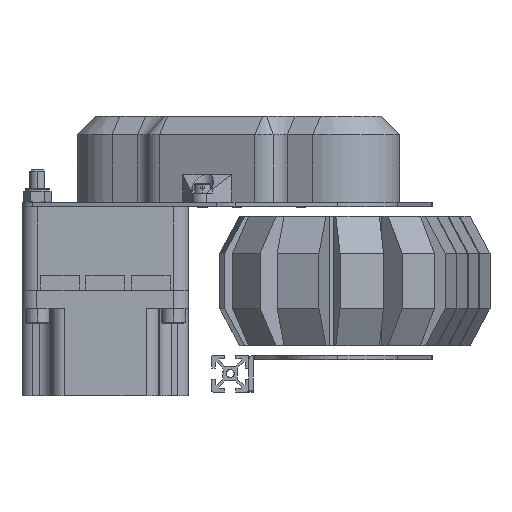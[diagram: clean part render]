
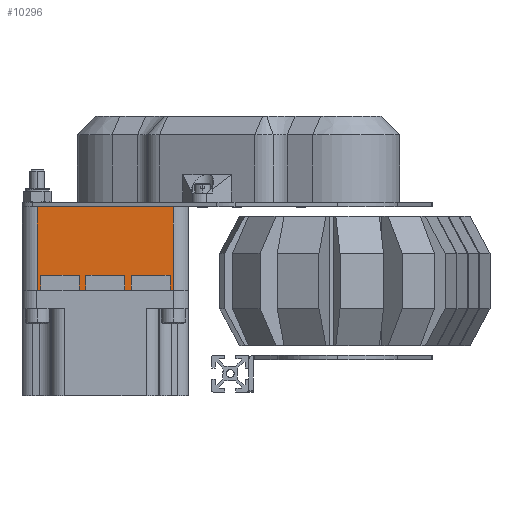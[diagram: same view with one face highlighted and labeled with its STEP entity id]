
A CAD part, left-side view. The second image highlights one B-rep face of the part: STEP entity #10296.
In plain terms, the highlighted planar face has unit normal (-1, 0, 0).
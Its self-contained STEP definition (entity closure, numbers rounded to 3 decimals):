
#69 = DIRECTION ( 'NONE',  ( 0., -1., 0. ) ) ;
#167 = CARTESIAN_POINT ( 'NONE',  ( -45., -45., 0. ) ) ;
#384 = EDGE_CURVE ( 'NONE', #23707, #6498, #24324, .T. ) ;
#701 = CARTESIAN_POINT ( 'NONE',  ( -45., -35., -8. ) ) ;
#1431 = VERTEX_POINT ( 'NONE', #3709 ) ;
#2070 = VECTOR ( 'NONE', #10737, 1000. ) ;
#2427 = DIRECTION ( 'NONE',  ( 0., -1., 0. ) ) ;
#2572 = ORIENTED_EDGE ( 'NONE', *, *, #14157, .T. ) ;
#3040 = EDGE_CURVE ( 'NONE', #20159, #7413, #7783, .T. ) ;
#3119 = LINE ( 'NONE', #9735, #25129 ) ;
#3130 = CARTESIAN_POINT ( 'NONE',  ( -45., -10.5, -45. ) ) ;
#3166 = ORIENTED_EDGE ( 'NONE', *, *, #384, .F. ) ;
#3238 = CARTESIAN_POINT ( 'NONE',  ( -45., 36.8, -45. ) ) ;
#3608 = VERTEX_POINT ( 'NONE', #27798 ) ;
#3690 = ORIENTED_EDGE ( 'NONE', *, *, #3964, .T. ) ;
#3709 = CARTESIAN_POINT ( 'NONE',  ( -45., -10.5, 0. ) ) ;
#3964 = EDGE_CURVE ( 'NONE', #6329, #17246, #14363, .T. ) ;
#4569 = LINE ( 'NONE', #13189, #7019 ) ;
#4732 = EDGE_CURVE ( 'NONE', #1431, #3608, #10030, .T. ) ;
#5090 = ORIENTED_EDGE ( 'NONE', *, *, #11987, .T. ) ;
#5112 = DIRECTION ( 'NONE',  ( 0., -1., 0. ) ) ;
#5880 = CARTESIAN_POINT ( 'NONE',  ( -45., 14., 0. ) ) ;
#6057 = ORIENTED_EDGE ( 'NONE', *, *, #8876, .T. ) ;
#6168 = EDGE_CURVE ( 'NONE', #7531, #7413, #11927, .T. ) ;
#6236 = CARTESIAN_POINT ( 'NONE',  ( -45., 35., 0. ) ) ;
#6312 = DIRECTION ( 'NONE',  ( 0., 1., 0. ) ) ;
#6329 = VERTEX_POINT ( 'NONE', #25501 ) ;
#6370 = DIRECTION ( 'NONE',  ( 0., 0., 1. ) ) ;
#6498 = VERTEX_POINT ( 'NONE', #22374 ) ;
#6565 = LINE ( 'NONE', #21730, #23462 ) ;
#6585 = CARTESIAN_POINT ( 'NONE',  ( -45., 45., -8. ) ) ;
#6692 = PLANE ( 'NONE',  #19891 ) ;
#7019 = VECTOR ( 'NONE', #25770, 1000. ) ;
#7135 = VECTOR ( 'NONE', #6312, 1000. ) ;
#7413 = VERTEX_POINT ( 'NONE', #24700 ) ;
#7436 = CARTESIAN_POINT ( 'NONE',  ( -45., 36.8, 0. ) ) ;
#7531 = VERTEX_POINT ( 'NONE', #5880 ) ;
#7783 = LINE ( 'NONE', #13763, #23736 ) ;
#8253 = ORIENTED_EDGE ( 'NONE', *, *, #26865, .T. ) ;
#8532 = LINE ( 'NONE', #13077, #13170 ) ;
#8876 = EDGE_CURVE ( 'NONE', #25084, #22840, #6565, .T. ) ;
#9273 = LINE ( 'NONE', #17776, #13491 ) ;
#9735 = CARTESIAN_POINT ( 'NONE',  ( -45., -35., -45. ) ) ;
#9737 = ORIENTED_EDGE ( 'NONE', *, *, #15742, .T. ) ;
#9805 = CARTESIAN_POINT ( 'NONE',  ( -45., -45., 0. ) ) ;
#10030 = LINE ( 'NONE', #3130, #27623 ) ;
#10066 = ORIENTED_EDGE ( 'NONE', *, *, #3040, .T. ) ;
#10176 = VERTEX_POINT ( 'NONE', #19458 ) ;
#10244 = EDGE_CURVE ( 'NONE', #1431, #21661, #8532, .T. ) ;
#10296 = ADVANCED_FACE ( 'NONE', ( #26078 ), #6692, .T. ) ;
#10360 = VECTOR ( 'NONE', #6370, 1000. ) ;
#10470 = CARTESIAN_POINT ( 'NONE',  ( -45., 45., -45. ) ) ;
#10625 = LINE ( 'NONE', #16724, #10360 ) ;
#10737 = DIRECTION ( 'NONE',  ( 0., 0., -1. ) ) ;
#11069 = CARTESIAN_POINT ( 'NONE',  ( -45., -14., 0. ) ) ;
#11078 = DIRECTION ( 'NONE',  ( 0., -1., 0. ) ) ;
#11719 = DIRECTION ( 'NONE',  ( 0., 0., -1. ) ) ;
#11823 = ORIENTED_EDGE ( 'NONE', *, *, #13803, .F. ) ;
#11927 = LINE ( 'NONE', #9805, #15678 ) ;
#11987 = EDGE_CURVE ( 'NONE', #10176, #6498, #4569, .T. ) ;
#12227 = CARTESIAN_POINT ( 'NONE',  ( -45., 45., -8. ) ) ;
#12284 = CARTESIAN_POINT ( 'NONE',  ( -45., 35., -45. ) ) ;
#12604 = DIRECTION ( 'NONE',  ( 0., -1., 0. ) ) ;
#13077 = CARTESIAN_POINT ( 'NONE',  ( -45., -45., 0. ) ) ;
#13170 = VECTOR ( 'NONE', #69, 1000. ) ;
#13189 = CARTESIAN_POINT ( 'NONE',  ( -45., -36.8, -45. ) ) ;
#13383 = ORIENTED_EDGE ( 'NONE', *, *, #24268, .T. ) ;
#13491 = VECTOR ( 'NONE', #13679, 1000. ) ;
#13525 = VERTEX_POINT ( 'NONE', #24513 ) ;
#13615 = VERTEX_POINT ( 'NONE', #6236 ) ;
#13679 = DIRECTION ( 'NONE',  ( 0., 1., 0. ) ) ;
#13763 = CARTESIAN_POINT ( 'NONE',  ( -45., 10.5, -45. ) ) ;
#13803 = EDGE_CURVE ( 'NONE', #25084, #13615, #15857, .T. ) ;
#13899 = DIRECTION ( 'NONE',  ( 0., 0., 1. ) ) ;
#14157 = EDGE_CURVE ( 'NONE', #7531, #6329, #21498, .T. ) ;
#14363 = LINE ( 'NONE', #12227, #24227 ) ;
#14596 = LINE ( 'NONE', #10470, #20749 ) ;
#14623 = VECTOR ( 'NONE', #27115, 1000. ) ;
#15344 = CARTESIAN_POINT ( 'NONE',  ( -45., 45., -45. ) ) ;
#15409 = CARTESIAN_POINT ( 'NONE',  ( -45., 14., -45. ) ) ;
#15678 = VECTOR ( 'NONE', #18583, 1000. ) ;
#15742 = EDGE_CURVE ( 'NONE', #17246, #13615, #21188, .T. ) ;
#15857 = LINE ( 'NONE', #22646, #21463 ) ;
#16724 = CARTESIAN_POINT ( 'NONE',  ( -45., -14., -45. ) ) ;
#17103 = ORIENTED_EDGE ( 'NONE', *, *, #21043, .T. ) ;
#17246 = VERTEX_POINT ( 'NONE', #19322 ) ;
#17776 = CARTESIAN_POINT ( 'NONE',  ( -45., 45., -8. ) ) ;
#18303 = DIRECTION ( 'NONE',  ( 0., 1., 0. ) ) ;
#18331 = EDGE_CURVE ( 'NONE', #23707, #19620, #3119, .T. ) ;
#18583 = DIRECTION ( 'NONE',  ( 0., -1., 0. ) ) ;
#18619 = EDGE_LOOP ( 'NONE', ( #8253, #22389, #26474, #17103, #10066, #25447, #2572, #3690, #9737, #11823, #6057, #24171, #5090, #3166, #21711, #13383 ) ) ;
#18772 = CARTESIAN_POINT ( 'NONE',  ( -45., 10.5, -8. ) ) ;
#19322 = CARTESIAN_POINT ( 'NONE',  ( -45., 35., -8. ) ) ;
#19458 = CARTESIAN_POINT ( 'NONE',  ( -45., -36.8, -45. ) ) ;
#19620 = VERTEX_POINT ( 'NONE', #701 ) ;
#19891 = AXIS2_PLACEMENT_3D ( 'NONE', #15344, #25801, #11078 ) ;
#20159 = VERTEX_POINT ( 'NONE', #18772 ) ;
#20749 = VECTOR ( 'NONE', #12604, 1000. ) ;
#21043 = EDGE_CURVE ( 'NONE', #3608, #20159, #9273, .T. ) ;
#21188 = LINE ( 'NONE', #12284, #14623 ) ;
#21463 = VECTOR ( 'NONE', #5112, 1000. ) ;
#21498 = LINE ( 'NONE', #15409, #2070 ) ;
#21661 = VERTEX_POINT ( 'NONE', #11069 ) ;
#21711 = ORIENTED_EDGE ( 'NONE', *, *, #18331, .T. ) ;
#21730 = CARTESIAN_POINT ( 'NONE',  ( -45., 36.8, -45. ) ) ;
#22374 = CARTESIAN_POINT ( 'NONE',  ( -45., -36.8, 0. ) ) ;
#22389 = ORIENTED_EDGE ( 'NONE', *, *, #10244, .F. ) ;
#22646 = CARTESIAN_POINT ( 'NONE',  ( -45., -45., 0. ) ) ;
#22781 = CARTESIAN_POINT ( 'NONE',  ( -45., -35., 0. ) ) ;
#22840 = VERTEX_POINT ( 'NONE', #3238 ) ;
#23131 = VECTOR ( 'NONE', #2427, 1000. ) ;
#23441 = LINE ( 'NONE', #6585, #7135 ) ;
#23462 = VECTOR ( 'NONE', #26092, 1000. ) ;
#23707 = VERTEX_POINT ( 'NONE', #22781 ) ;
#23736 = VECTOR ( 'NONE', #13899, 1000. ) ;
#24171 = ORIENTED_EDGE ( 'NONE', *, *, #24920, .T. ) ;
#24227 = VECTOR ( 'NONE', #18303, 1000. ) ;
#24268 = EDGE_CURVE ( 'NONE', #19620, #13525, #23441, .T. ) ;
#24324 = LINE ( 'NONE', #167, #23131 ) ;
#24513 = CARTESIAN_POINT ( 'NONE',  ( -45., -14., -8. ) ) ;
#24700 = CARTESIAN_POINT ( 'NONE',  ( -45., 10.5, 0. ) ) ;
#24920 = EDGE_CURVE ( 'NONE', #22840, #10176, #14596, .T. ) ;
#25084 = VERTEX_POINT ( 'NONE', #7436 ) ;
#25129 = VECTOR ( 'NONE', #11719, 1000. ) ;
#25164 = DIRECTION ( 'NONE',  ( 0., 0., -1. ) ) ;
#25447 = ORIENTED_EDGE ( 'NONE', *, *, #6168, .F. ) ;
#25501 = CARTESIAN_POINT ( 'NONE',  ( -45., 14., -8. ) ) ;
#25770 = DIRECTION ( 'NONE',  ( 0., 0., 1. ) ) ;
#25801 = DIRECTION ( 'NONE',  ( -1., 0., 0. ) ) ;
#26078 = FACE_OUTER_BOUND ( 'NONE', #18619, .T. ) ;
#26092 = DIRECTION ( 'NONE',  ( 0., 0., -1. ) ) ;
#26474 = ORIENTED_EDGE ( 'NONE', *, *, #4732, .T. ) ;
#26865 = EDGE_CURVE ( 'NONE', #13525, #21661, #10625, .T. ) ;
#27115 = DIRECTION ( 'NONE',  ( 0., 0., 1. ) ) ;
#27623 = VECTOR ( 'NONE', #25164, 1000. ) ;
#27798 = CARTESIAN_POINT ( 'NONE',  ( -45., -10.5, -8. ) ) ;
